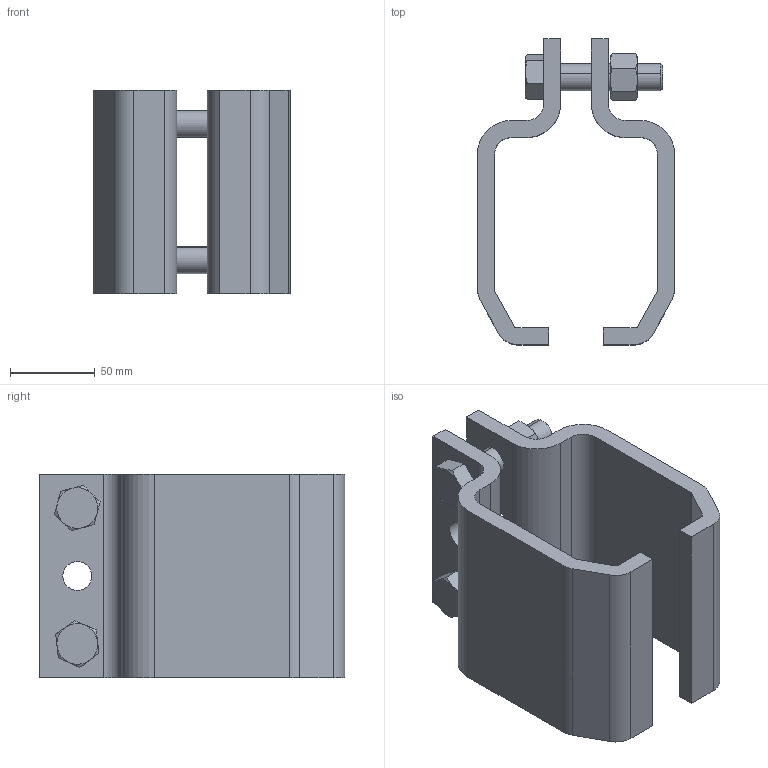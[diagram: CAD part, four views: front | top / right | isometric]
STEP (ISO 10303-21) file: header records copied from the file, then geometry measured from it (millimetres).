
FILE_DESCRIPTION (( 'STEP AP203' ), '1' );
FILE_NAME ('1.27.B03.STEP', '2016-11-11T13:50:57', ( '' ), ( '' ), 'SwSTEP 2.0', 'SolidWorks 2016', '' );
FILE_SCHEMA (( 'CONFIG_CONTROL_DESIGN' ));
Length unit declared in the file: millimetre
Products named in the file (1): 1.27.B03
Bounding box: 116 x 180 x 120 mm (x, y, z)
Volume: 579489.3 mm3; surface area: 139878.3 mm2
Topology: 6 solids, 6 shells, 242 faces, 540 edges, 312 vertices
Faces by surface type: cone 112, cylinder 68, plane 62
Entity records: 6975 total; most frequent: CARTESIAN_POINT 1527, DIRECTION 1170, ORIENTED_EDGE 1080, EDGE_CURVE 540, AXIS2_PLACEMENT_3D 459, VERTEX_POINT 312, EDGE_LOOP 260, LINE 252
